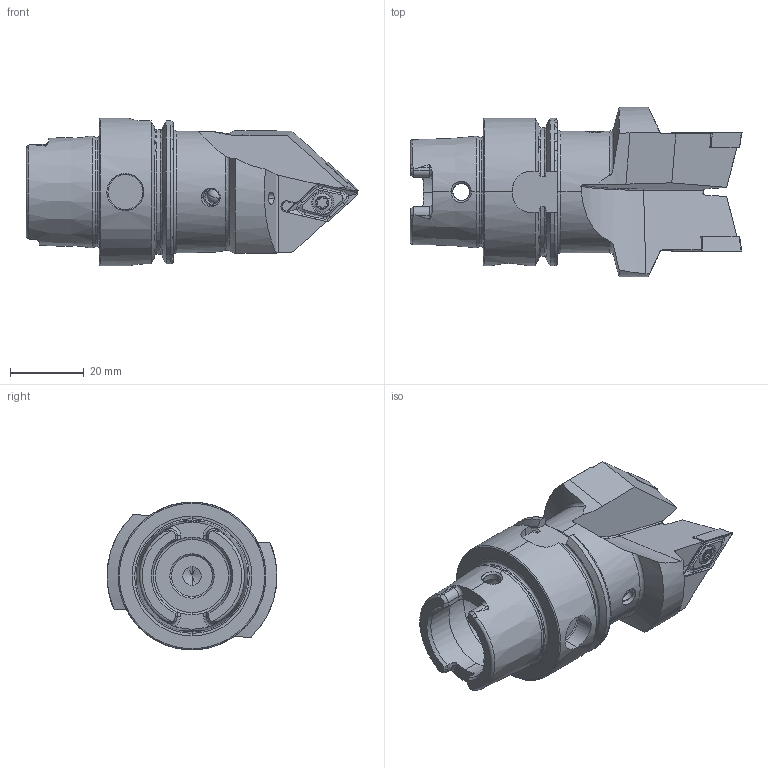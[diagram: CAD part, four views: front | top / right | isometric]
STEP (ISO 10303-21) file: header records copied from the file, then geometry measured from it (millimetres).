
FILE_DESCRIPTION (( 'STEP AP214' ), '1' );
FILE_NAME ('HA4.KCD.NZD.070.STEP', '2017-09-08T09:38:44', ( 'SWIAdmin' ), ( 'Hewlett-Packard Company' ), 'SwSTEP 2.0', 'SolidWorks 2017', '' );
FILE_SCHEMA (( 'AUTOMOTIVE_DESIGN' ));
Length unit declared in the file: millimetre
Products named in the file (5): WCB-ER2.001.009_A; HA4-KCD.NZD.070_A; HA4.KCD.NZD.070; KVT_MB_600_050; DCMT11T304
Assembly tree (7 placements, depth 2):
  HA4.KCD.NZD.070
    HA4-KCD.NZD.070_A
    WCB-ER2.001.009_A  x2
    DCMT11T304  x2
    KVT_MB_600_050  x2
Bounding box: 89.91 x 46 x 40 mm (x, y, z)
Volume: 52208.9 mm3; surface area: 17885.3 mm2
Topology: 9 solids, 9 shells, 479 faces, 1222 edges, 742 vertices
Faces by surface type: cylinder 139, cone 134, plane 113, torus 49, bspline 36, sphere 8
Entity records: 13730 total; most frequent: CARTESIAN_POINT 4417, ORIENTED_EDGE 1848, DIRECTION 1659, EDGE_CURVE 924, AXIS2_PLACEMENT_3D 656, VERTEX_POINT 575, EDGE_LOOP 381, ADVANCED_FACE 363
